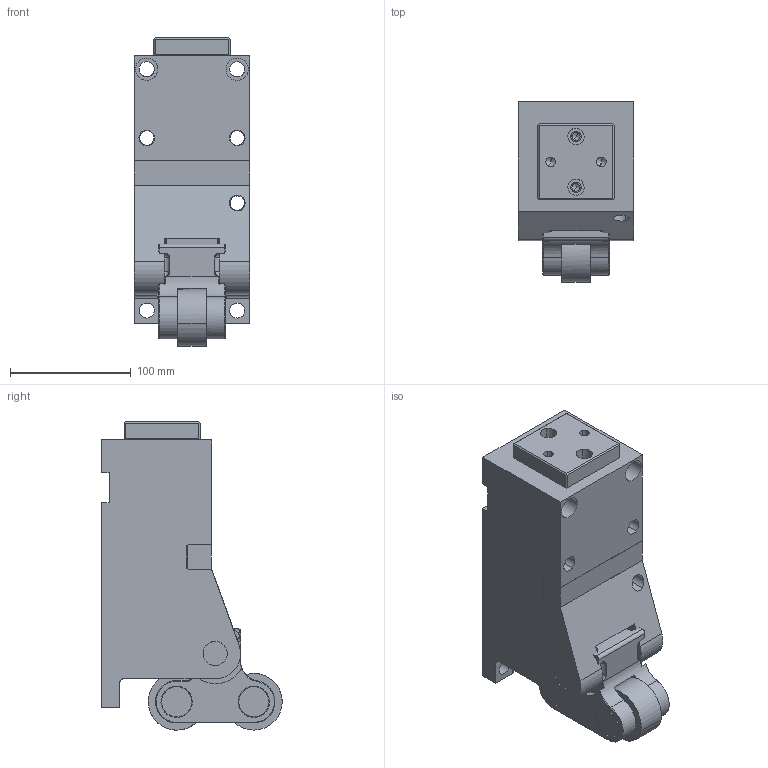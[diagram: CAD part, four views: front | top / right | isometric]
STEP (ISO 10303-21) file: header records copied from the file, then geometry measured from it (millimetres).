
FILE_DESCRIPTION(('CATIA V5 STEP Exchange'),'2;1');
FILE_NAME('CPUN_10000_50.stp','2015-11-17T07:52:30+00:00',('none'),('none'),'CATIA Version 5 Release 20 GA (IN-10)','CATIA V5 STEP AP203','none');
FILE_SCHEMA(('CONFIG_CONTROL_DESIGN'));
Length unit declared in the file: millimetre
Products named in the file (1): CPUN-10000-50
Bounding box: 96 x 149.49 x 255.49 mm (x, y, z)
Volume: 1742237.1 mm3; surface area: 292748.5 mm2
Topology: 6 solids, 17 shells, 446 faces, 1109 edges, 694 vertices
Faces by surface type: cylinder 176, plane 143, cone 83, torus 30, sphere 12, bspline 2
Entity records: 13496 total; most frequent: CARTESIAN_POINT 3529, ORIENTED_EDGE 2158, DIRECTION 1703, EDGE_CURVE 1079, AXIS2_PLACEMENT_3D 846, VERTEX_POINT 694, EDGE_LOOP 511, VECTOR 478
